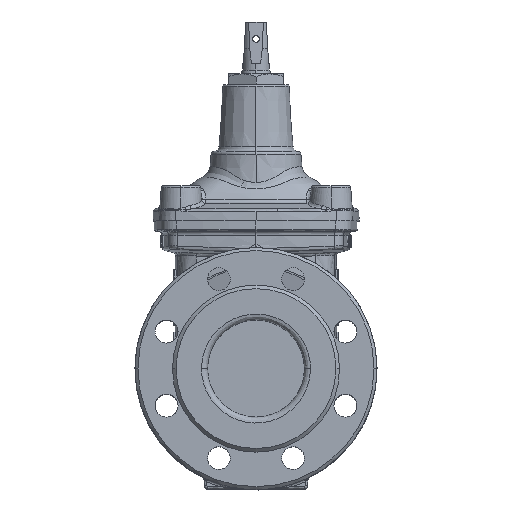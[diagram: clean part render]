
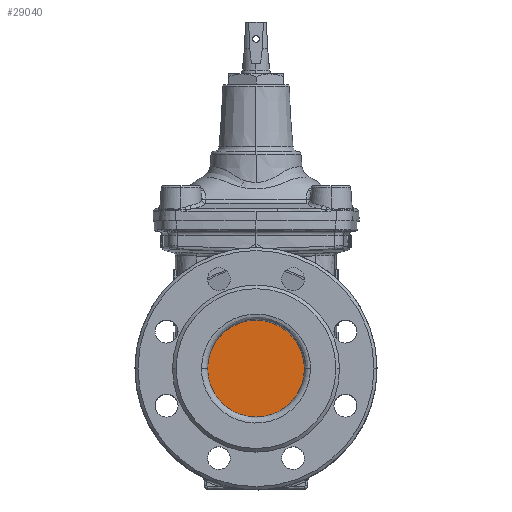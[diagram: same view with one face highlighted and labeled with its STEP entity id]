
A CAD part, top view. The second image highlights one B-rep face of the part: STEP entity #29040.
In plain terms, the highlighted planar face has unit normal (0, 0, 1).
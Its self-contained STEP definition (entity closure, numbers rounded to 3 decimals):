
#1601 = DIRECTION ( 'NONE',  ( 0., 0., 1. ) ) ;
#11411 = FACE_OUTER_BOUND ( 'NONE', #39739, .T. ) ;
#18519 = VERTEX_POINT ( 'NONE', #21667 ) ;
#21667 = CARTESIAN_POINT ( 'NONE',  ( -40., -122., 82.5 ) ) ;
#29040 = ADVANCED_FACE ( 'NONE', ( #11411 ), #85567, .F. ) ;
#34386 = CIRCLE ( 'NONE', #109367, 40. ) ;
#36658 = ORIENTED_EDGE ( 'NONE', *, *, #41063, .T. ) ;
#39739 = EDGE_LOOP ( 'NONE', ( #118528, #36658 ) ) ;
#41063 = EDGE_CURVE ( 'NONE', #81066, #18519, #34386, .T. ) ;
#41935 = CARTESIAN_POINT ( 'NONE',  ( 0., -122., 82.5 ) ) ;
#45967 = AXIS2_PLACEMENT_3D ( 'NONE', #47296, #74628, #85989 ) ;
#47296 = CARTESIAN_POINT ( 'NONE',  ( 40.48, -162.48, 82.5 ) ) ;
#52079 = DIRECTION ( 'NONE',  ( -1., 0., 0. ) ) ;
#56115 = CIRCLE ( 'NONE', #112796, 40. ) ;
#59220 = CARTESIAN_POINT ( 'NONE',  ( 0., -122., 82.5 ) ) ;
#59644 = DIRECTION ( 'NONE',  ( -1., 0., 0. ) ) ;
#62906 = CARTESIAN_POINT ( 'NONE',  ( 40., -122., 82.5 ) ) ;
#69753 = DIRECTION ( 'NONE',  ( 0., 0., 1. ) ) ;
#74628 = DIRECTION ( 'NONE',  ( 0., 0., -1. ) ) ;
#78971 = EDGE_CURVE ( 'NONE', #18519, #81066, #56115, .T. ) ;
#81066 = VERTEX_POINT ( 'NONE', #62906 ) ;
#85567 = PLANE ( 'NONE',  #45967 ) ;
#85989 = DIRECTION ( 'NONE',  ( -1., 0., 0. ) ) ;
#109367 = AXIS2_PLACEMENT_3D ( 'NONE', #59220, #1601, #59644 ) ;
#112796 = AXIS2_PLACEMENT_3D ( 'NONE', #41935, #69753, #52079 ) ;
#118528 = ORIENTED_EDGE ( 'NONE', *, *, #78971, .T. ) ;
